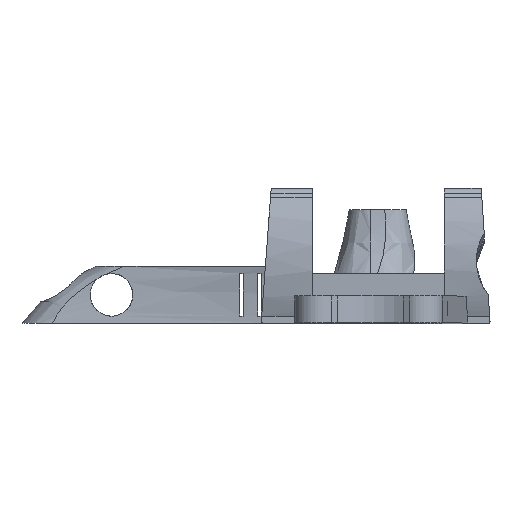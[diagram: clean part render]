
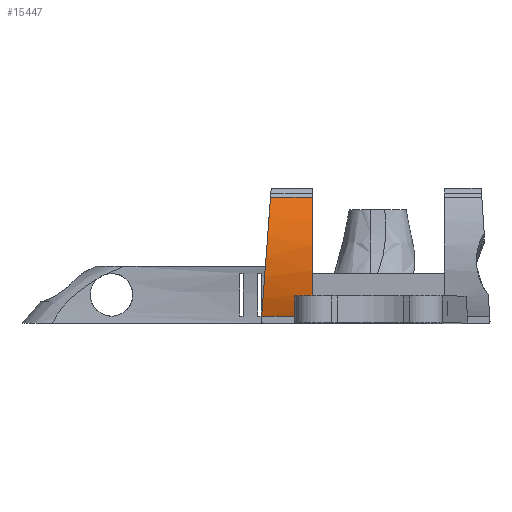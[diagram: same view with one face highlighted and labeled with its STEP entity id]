
A CAD part, top view. The second image highlights one B-rep face of the part: STEP entity #15447.
In plain terms, the highlighted cylindrical face has radius 20.5 mm (diameter 41 mm), a partial arc.
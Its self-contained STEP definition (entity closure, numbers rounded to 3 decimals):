
#4892 = EDGE_CURVE('',#4893,#4895,#4897,.T.);
#4893 = VERTEX_POINT('',#4894);
#4894 = CARTESIAN_POINT('',(-290.846,19.951,19.));
#4895 = VERTEX_POINT('',#4896);
#4896 = CARTESIAN_POINT('',(-285.642,19.951,19.));
#4897 = LINE('',#4898,#4899);
#4898 = CARTESIAN_POINT('',(-292.,19.951,19.));
#4899 = VECTOR('',#4900,1.);
#4900 = DIRECTION('',(1.,0.,0.));
#4958 = VERTEX_POINT('',#4959);
#4959 = CARTESIAN_POINT('',(-285.672,22.8,19.918));
#4965 = EDGE_CURVE('',#4895,#4958,#4966,.T.);
#4966 = ELLIPSE('',#4967,20.511,20.5);
#4967 = AXIS2_PLACEMENT_3D('',#4968,#4969,#4970);
#4968 = CARTESIAN_POINT('',(-285.016,27.648,0.));
#4969 = DIRECTION('',(-0.999,0.,-0.033));
#4970 = DIRECTION('',(-0.033,0.,0.999));
#15198 = EDGE_CURVE('',#4893,#15199,#15201,.T.);
#15199 = VERTEX_POINT('',#15200);
#15200 = CARTESIAN_POINT('',(-289.597,36.717,
    18.385));
#15201 = ELLIPSE('',#15202,20.557,20.5);
#15202 = AXIS2_PLACEMENT_3D('',#15203,#15204,#15205);
#15203 = CARTESIAN_POINT('',(-290.273,27.648,0.)
  );
#15204 = DIRECTION('',(-0.997,0.074,0.));
#15205 = DIRECTION('',(-0.074,-0.997,0.));
#15447 = ADVANCED_FACE('',(#15448),#15486,.T.);
#15448 = FACE_BOUND('',#15449,.T.);
#15449 = EDGE_LOOP('',(#15450,#15451,#15452,#15453,#15461,#15471,#15480)
  );
#15450 = ORIENTED_EDGE('',*,*,#15198,.F.);
#15451 = ORIENTED_EDGE('',*,*,#4892,.T.);
#15452 = ORIENTED_EDGE('',*,*,#4965,.T.);
#15453 = ORIENTED_EDGE('',*,*,#15454,.F.);
#15454 = EDGE_CURVE('',#15455,#4958,#15457,.T.);
#15455 = VERTEX_POINT('',#15456);
#15456 = CARTESIAN_POINT('',(-283.698,22.8,19.918));
#15457 = LINE('',#15458,#15459);
#15458 = CARTESIAN_POINT('',(-292.,22.8,19.918));
#15459 = VECTOR('',#15460,1.);
#15460 = DIRECTION('',(-1.,0.,0.));
#15461 = ORIENTED_EDGE('',*,*,#15462,.F.);
#15462 = EDGE_CURVE('',#15463,#15455,#15465,.T.);
#15463 = VERTEX_POINT('',#15464);
#15464 = CARTESIAN_POINT('',(-283.702,22.837,
    19.927));
#15465 = B_SPLINE_CURVE_WITH_KNOTS('',4,(#15466,#15467,#15468,#15469,
    #15470),.UNSPECIFIED.,.F.,.F.,(5,5),(0.,1.),
  .PIECEWISE_BEZIER_KNOTS.);
#15466 = CARTESIAN_POINT('',(-283.702,22.837,
    19.927));
#15467 = CARTESIAN_POINT('',(-283.702,22.827,
    19.925));
#15468 = CARTESIAN_POINT('',(-283.701,22.818,
    19.923));
#15469 = CARTESIAN_POINT('',(-283.7,22.809,
    19.921));
#15470 = CARTESIAN_POINT('',(-283.698,22.8,19.918));
#15471 = ORIENTED_EDGE('',*,*,#15472,.T.);
#15472 = EDGE_CURVE('',#15463,#15473,#15475,.T.);
#15473 = VERTEX_POINT('',#15474);
#15474 = CARTESIAN_POINT('',(-283.702,36.717,
    18.385));
#15475 = CIRCLE('',#15476,20.5);
#15476 = AXIS2_PLACEMENT_3D('',#15477,#15478,#15479);
#15477 = CARTESIAN_POINT('',(-283.702,27.648,0.)
  );
#15478 = DIRECTION('',(-1.,0.,0.));
#15479 = DIRECTION('',(0.,0.,1.));
#15480 = ORIENTED_EDGE('',*,*,#15481,.F.);
#15481 = EDGE_CURVE('',#15199,#15473,#15482,.T.);
#15482 = LINE('',#15483,#15484);
#15483 = CARTESIAN_POINT('',(-292.,36.717,18.385));
#15484 = VECTOR('',#15485,1.);
#15485 = DIRECTION('',(1.,0.,0.));
#15486 = CYLINDRICAL_SURFACE('',#15487,20.5);
#15487 = AXIS2_PLACEMENT_3D('',#15488,#15489,#15490);
#15488 = CARTESIAN_POINT('',(-292.,27.648,0.));
#15489 = DIRECTION('',(-1.,0.,0.));
#15490 = DIRECTION('',(0.,0.,1.));
